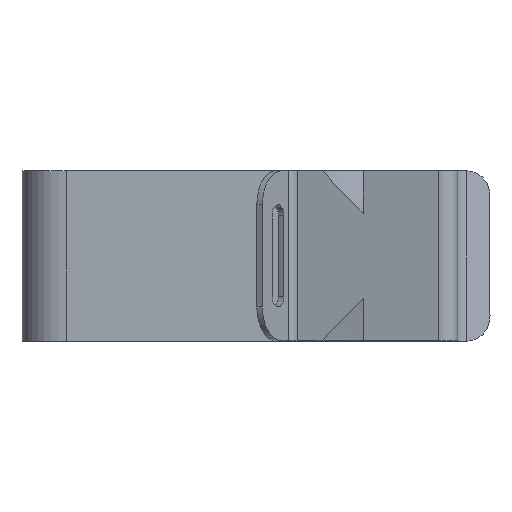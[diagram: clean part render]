
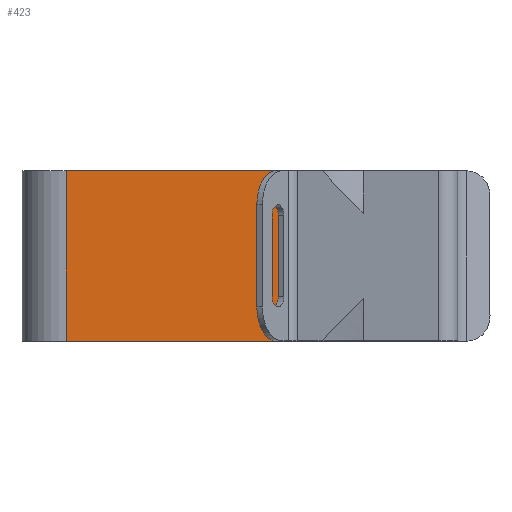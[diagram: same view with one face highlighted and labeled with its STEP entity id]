
A CAD part, top view. The second image highlights one B-rep face of the part: STEP entity #423.
In plain terms, the highlighted planar face has unit normal (0, 0, 1).
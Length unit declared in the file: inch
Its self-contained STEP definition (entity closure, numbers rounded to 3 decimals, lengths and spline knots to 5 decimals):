
#423=ADVANCED_FACE('',(#643,#644),#581,.T.);
#581=PLANE('',#3070);
#643=FACE_BOUND('',#663,.T.);
#644=FACE_BOUND('',#664,.T.);
#663=EDGE_LOOP('',(#1058,#1059,#1060,#1061));
#664=EDGE_LOOP('',(#1062,#1063,#1064,#1065,#1066,#1067,#1068,#1069,#1070,
#1071));
#843=CIRCLE('',#3066,0.02);
#844=CIRCLE('',#3067,0.02);
#845=CIRCLE('',#3068,0.02);
#846=CIRCLE('',#3069,0.02);
#1058=ORIENTED_EDGE('',*,*,#2198,.T.);
#1059=ORIENTED_EDGE('',*,*,#2199,.T.);
#1060=ORIENTED_EDGE('',*,*,#2172,.T.);
#1061=ORIENTED_EDGE('',*,*,#2200,.F.);
#1062=ORIENTED_EDGE('',*,*,#2201,.F.);
#1063=ORIENTED_EDGE('',*,*,#2202,.T.);
#1064=ORIENTED_EDGE('',*,*,#2203,.T.);
#1065=ORIENTED_EDGE('',*,*,#2204,.T.);
#1066=ORIENTED_EDGE('',*,*,#2205,.T.);
#1067=ORIENTED_EDGE('',*,*,#2206,.T.);
#1068=ORIENTED_EDGE('',*,*,#2207,.T.);
#1069=ORIENTED_EDGE('',*,*,#2208,.T.);
#1070=ORIENTED_EDGE('',*,*,#2209,.T.);
#1071=ORIENTED_EDGE('',*,*,#2210,.T.);
#1882=VERTEX_POINT('',#4385);
#1883=VERTEX_POINT('',#4387);
#1908=VERTEX_POINT('',#4439);
#1909=VERTEX_POINT('',#4440);
#1910=VERTEX_POINT('',#4444);
#1911=VERTEX_POINT('',#4445);
#1912=VERTEX_POINT('',#4447);
#1913=VERTEX_POINT('',#4449);
#1914=VERTEX_POINT('',#4451);
#1915=VERTEX_POINT('',#4453);
#1916=VERTEX_POINT('',#4455);
#1917=VERTEX_POINT('',#4457);
#1918=VERTEX_POINT('',#4459);
#1919=VERTEX_POINT('',#4461);
#2172=EDGE_CURVE('',#1883,#1882,#2573,.T.);
#2198=EDGE_CURVE('',#1908,#1909,#2587,.T.);
#2199=EDGE_CURVE('',#1909,#1883,#2588,.T.);
#2200=EDGE_CURVE('',#1908,#1882,#2589,.T.);
#2201=EDGE_CURVE('',#1910,#1911,#2590,.T.);
#2202=EDGE_CURVE('',#1910,#1912,#2591,.T.);
#2203=EDGE_CURVE('',#1912,#1913,#843,.T.);
#2204=EDGE_CURVE('',#1913,#1914,#2592,.T.);
#2205=EDGE_CURVE('',#1914,#1915,#844,.T.);
#2206=EDGE_CURVE('',#1915,#1916,#2593,.T.);
#2207=EDGE_CURVE('',#1916,#1917,#845,.T.);
#2208=EDGE_CURVE('',#1917,#1918,#2594,.T.);
#2209=EDGE_CURVE('',#1918,#1919,#846,.T.);
#2210=EDGE_CURVE('',#1919,#1911,#2595,.T.);
#2573=LINE('',#4386,#2817);
#2587=LINE('',#4438,#2831);
#2588=LINE('',#4441,#2832);
#2589=LINE('',#4442,#2833);
#2590=LINE('',#4443,#2834);
#2591=LINE('',#4446,#2835);
#2592=LINE('',#4450,#2836);
#2593=LINE('',#4454,#2837);
#2594=LINE('',#4458,#2838);
#2595=LINE('',#4462,#2839);
#2817=VECTOR('',#3392,1.);
#2831=VECTOR('',#3432,1.);
#2832=VECTOR('',#3433,1.);
#2833=VECTOR('',#3434,1.);
#2834=VECTOR('',#3435,1.);
#2835=VECTOR('',#3436,1.);
#2836=VECTOR('',#3439,1.);
#2837=VECTOR('',#3442,1.);
#2838=VECTOR('',#3445,1.);
#2839=VECTOR('',#3448,1.);
#3066=AXIS2_PLACEMENT_3D('',#4448,#3437,#3438);
#3067=AXIS2_PLACEMENT_3D('',#4452,#3440,#3441);
#3068=AXIS2_PLACEMENT_3D('',#4456,#3443,#3444);
#3069=AXIS2_PLACEMENT_3D('',#4460,#3446,#3447);
#3070=AXIS2_PLACEMENT_3D('',#4463,#3449,#3450);
#3392=DIRECTION('',(1.,0.,0.));
#3432=DIRECTION('',(-1.,0.,0.));
#3433=DIRECTION('',(0.,-1.,0.));
#3434=DIRECTION('',(0.,-1.,0.));
#3435=DIRECTION('',(0.,-1.,0.));
#3436=DIRECTION('',(-1.,0.,0.));
#3437=DIRECTION('',(0.,0.,-1.));
#3438=DIRECTION('',(0.,-1.,0.));
#3439=DIRECTION('',(1.,0.,0.));
#3440=DIRECTION('',(0.,0.,-1.));
#3441=DIRECTION('',(1.,0.,0.));
#3442=DIRECTION('',(0.,-1.,0.));
#3443=DIRECTION('',(0.,0.,-1.));
#3444=DIRECTION('',(1.,0.,0.));
#3445=DIRECTION('',(-1.,0.,0.));
#3446=DIRECTION('',(0.,0.,-1.));
#3447=DIRECTION('',(0.,-1.,0.));
#3448=DIRECTION('',(1.,0.,0.));
#3449=DIRECTION('',(0.,0.,1.));
#3450=DIRECTION('',(1.,0.,0.));
#4385=CARTESIAN_POINT('',(1.235,0.,0.02));
#4386=CARTESIAN_POINT('',(0.,0.,0.02));
#4387=CARTESIAN_POINT('',(0.13,0.,0.02));
#4438=CARTESIAN_POINT('',(1.28,0.5,0.02));
#4439=CARTESIAN_POINT('',(1.235,0.5,0.02));
#4440=CARTESIAN_POINT('',(0.13,0.5,0.02));
#4441=CARTESIAN_POINT('',(0.13,0.5,0.02));
#4442=CARTESIAN_POINT('',(1.235,0.5,0.02));
#4443=CARTESIAN_POINT('',(0.849,0.2,0.02));
#4444=CARTESIAN_POINT('',(0.849,0.3,0.02));
#4445=CARTESIAN_POINT('',(0.849,0.2,0.02));
#4446=CARTESIAN_POINT('',(0.849,0.3,0.02));
#4447=CARTESIAN_POINT('',(0.829,0.3,0.02));
#4448=CARTESIAN_POINT('',(0.829,0.32,0.02));
#4449=CARTESIAN_POINT('',(0.829,0.34,0.02));
#4450=CARTESIAN_POINT('',(0.829,0.34,0.02));
#4451=CARTESIAN_POINT('',(1.128,0.34,0.02));
#4452=CARTESIAN_POINT('',(1.128,0.32,0.02));
#4453=CARTESIAN_POINT('',(1.148,0.32,0.02));
#4454=CARTESIAN_POINT('',(1.148,0.34,0.02));
#4455=CARTESIAN_POINT('',(1.148,0.18,0.02));
#4456=CARTESIAN_POINT('',(1.128,0.18,0.02));
#4457=CARTESIAN_POINT('',(1.128,0.16,0.02));
#4458=CARTESIAN_POINT('',(1.148,0.16,0.02));
#4459=CARTESIAN_POINT('',(0.829,0.16,0.02));
#4460=CARTESIAN_POINT('',(0.829,0.18,0.02));
#4461=CARTESIAN_POINT('',(0.829,0.2,0.02));
#4462=CARTESIAN_POINT('',(0.829,0.2,0.02));
#4463=CARTESIAN_POINT('',(0.,0.,0.02));
